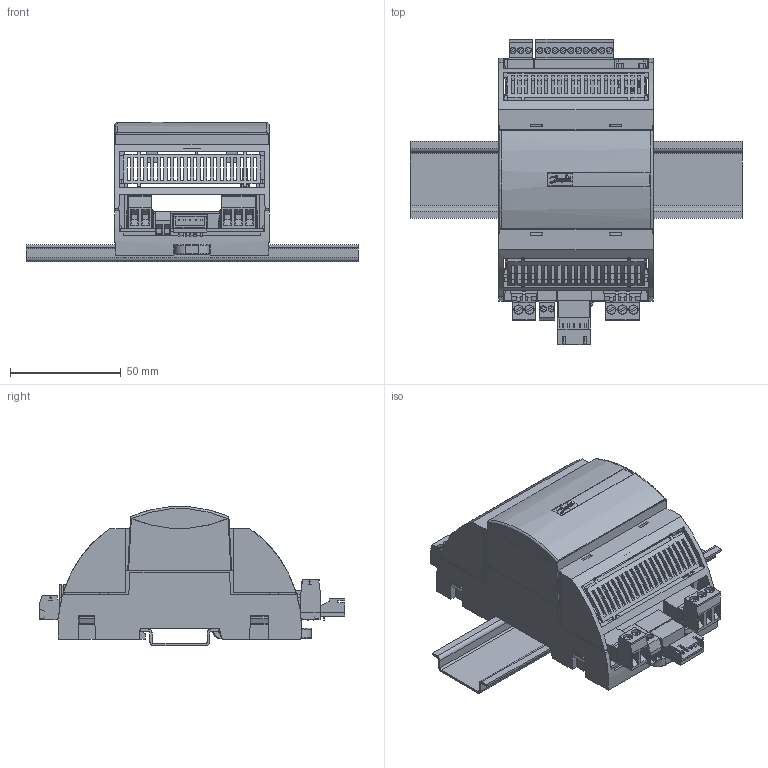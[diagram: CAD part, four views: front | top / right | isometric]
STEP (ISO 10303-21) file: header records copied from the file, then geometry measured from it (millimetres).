
FILE_DESCRIPTION((''),'2;1');
FILE_NAME('ASSEMBLY_EKE_1B_ASM','2017-11-17T',('U240257'),(''),'CREO PARAMETRIC BY PTC INC, 2015480','CREO PARAMETRIC BY PTC INC, 2015480','');
FILE_SCHEMA(('CONFIG_CONTROL_DESIGN'));
Length unit declared in the file: millimetre
Products named in the file (26): CONTENITORE_MCX-04DIN; COPERCHIO_MCX-04DIN_DY_DGT_AF71; VET_OPACO_4DIN_DANFOSS_TAMP; LEVA_BLOCCAGGO_DIN_NAT; PCB_BASE_MCX-4DIN; CONN_M_16V_AMTEK_PH2D20208SB720; CONN_M_02V_PTR_STL950-2G-H; CONN_M_03V_PTR_STL950-3G-H; CONN_M_04V_PTR_STL1550-4G3_5-H; CONN_M_03V_PTR_STL1550-3G3_5-H; CONN_M_02V_PTR_STL1550-2G3_5-H; CONN_M_10V_PTR_STL1550-10G3_5-H; CONN_6V_TEL_TYCO_5406514_NAT; CONN_M_10V_JST_BM10B-SRSS-TBT; ASSY_PCB_BOTTOM_EKE_1B_ASM; CONN_F_02V_PTR_AK950-2G-5_0-H; CONN_F_02V_PTR_AK1550-2G-3_5-H; PCB_SAGINOMIYA_INT_P3_5; CONN_M_04V_ANYTEK_V70411510000G; CONN_M_04V_JST_S5B-XH-A; ASSY_PCB_SAGINOMIYA_INT_P3_5_ASM; CONN_F_03V_PTR_AK950-3G-5_0-H; CONN_F_03V_PTR_AK1550-3G-3_5-H; CONN_F_10V_PTR_AK1550-10G-3_5-H; BARRA_DIN; ASSEMBLY_EKE_1B_ASM
Assembly tree (26 placements, depth 3):
  ASSEMBLY_EKE_1B_ASM
    CONTENITORE_MCX-04DIN
    COPERCHIO_MCX-04DIN_DY_DGT_AF71
    VET_OPACO_4DIN_DANFOSS_TAMP
    LEVA_BLOCCAGGO_DIN_NAT
    ASSY_PCB_BOTTOM_EKE_1B_ASM
      PCB_BASE_MCX-4DIN
      CONN_M_16V_AMTEK_PH2D20208SB720
      CONN_M_02V_PTR_STL950-2G-H
      CONN_M_03V_PTR_STL950-3G-H
      CONN_M_04V_PTR_STL1550-4G3_5-H
      CONN_M_03V_PTR_STL1550-3G3_5-H
      CONN_M_02V_PTR_STL1550-2G3_5-H
      CONN_M_10V_PTR_STL1550-10G3_5-H
      CONN_6V_TEL_TYCO_5406514_NAT
      CONN_M_10V_JST_BM10B-SRSS-TBT  x2
    CONN_F_02V_PTR_AK950-2G-5_0-H
    CONN_F_02V_PTR_AK1550-2G-3_5-H
    ASSY_PCB_SAGINOMIYA_INT_P3_5_ASM
      PCB_SAGINOMIYA_INT_P3_5
      CONN_M_04V_ANYTEK_V70411510000G
      CONN_M_04V_JST_S5B-XH-A
    CONN_F_03V_PTR_AK950-3G-5_0-H
    CONN_F_03V_PTR_AK1550-3G-3_5-H
    CONN_F_10V_PTR_AK1550-10G-3_5-H
    BARRA_DIN
Bounding box: 150 x 137.9 x 62.89 mm (x, y, z)
Volume: 93939.9 mm3; surface area: 124155.8 mm2
Topology: 24 solids, 24 shells, 4555 faces, 11962 edges, 7693 vertices
Faces by surface type: plane 3814, cylinder 495, extrusion 102, cone 52, torus 48, bspline 31, sphere 13
Entity records: 137089 total; most frequent: CARTESIAN_POINT 28815, ORIENTED_EDGE 22964, DIRECTION 20769, EDGE_CURVE 11482, VECTOR 9887, LINE 9785, VERTEX_POINT 7401, AXIS2_PLACEMENT_3D 5441
